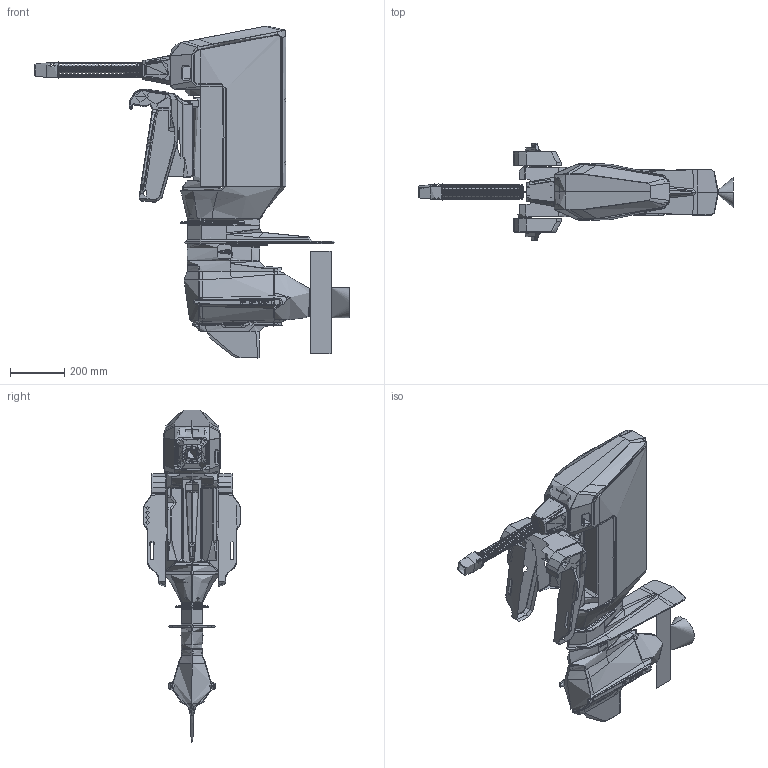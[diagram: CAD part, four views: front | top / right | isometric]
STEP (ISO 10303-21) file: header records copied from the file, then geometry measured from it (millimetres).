
FILE_DESCRIPTION (( 'STEP AP203' ), '1' );
FILE_NAME ('X40-l 电动船外机外形图.STEP', '2023-11-01T09:49:54', ( '逸动' ), ( '逸动' ), 'SwSTEP 2.0', 'SolidWorks 2023', '' );
FILE_SCHEMA (( 'CONFIG_CONTROL_DESIGN' ));
Length unit declared in the file: millimetre
Products named in the file (1): X40-l 电动船外机外形图
Bounding box: 1162.89 x 360 x 1228.24 mm (x, y, z)
Topology: 0 solids, 1054 shells, 1879 faces, 7978 edges, 6722 vertices
Faces by surface type: bspline 805, cone 412, cylinder 404, plane 253, torus 3, sphere 2
Entity records: 376578 total; most frequent: CARTESIAN_POINT 333290, ORIENTED_EDGE 9642, EDGE_CURVE 7632, B_SPLINE_CURVE_WITH_KNOTS 7362, VERTEX_POINT 6722, DIRECTION 2199, EDGE_LOOP 1997, FACE_OUTER_BOUND 1878
